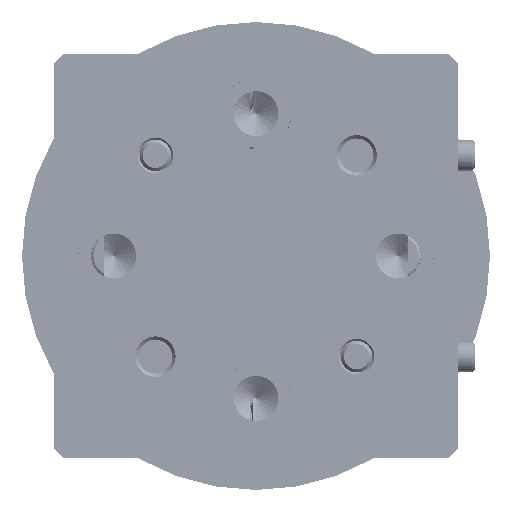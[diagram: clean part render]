
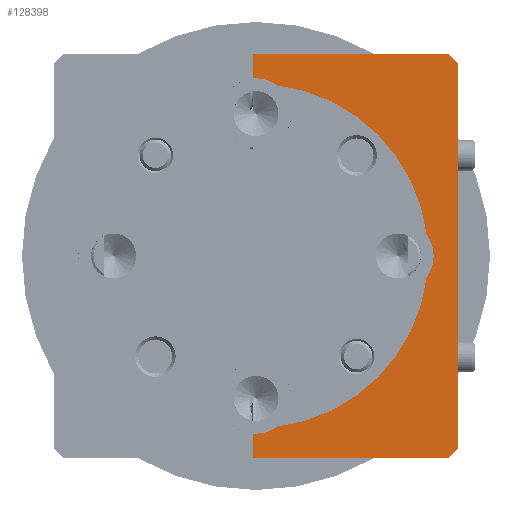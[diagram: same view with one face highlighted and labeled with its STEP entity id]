
A CAD part, left-side view. The second image highlights one B-rep face of the part: STEP entity #128398.
In plain terms, the highlighted planar face has unit normal (-1, 0, 0).
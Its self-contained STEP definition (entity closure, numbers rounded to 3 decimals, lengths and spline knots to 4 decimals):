
#24 = FACE_OUTER_BOUND ( 'NONE', #59957, .T. ) ;
#1752 = EDGE_CURVE ( 'NONE', #175920, #169917, #160929, .T. ) ;
#5824 = ORIENTED_EDGE ( 'NONE', *, *, #19328, .T. ) ;
#14172 = CARTESIAN_POINT ( 'NONE',  ( -1.3, -0.394, 0.8 ) ) ;
#14307 = DIRECTION ( 'NONE',  ( -1., 0., 0. ) ) ;
#15817 = CARTESIAN_POINT ( 'NONE',  ( -1.3, -0.8, 0.78 ) ) ;
#18554 = EDGE_CURVE ( 'NONE', #81342, #60192, #67978, .T. ) ;
#19328 = EDGE_CURVE ( 'NONE', #47360, #85047, #57041, .T. ) ;
#19452 = DIRECTION ( 'NONE',  ( -1., 0., 0. ) ) ;
#23745 = DIRECTION ( 'NONE',  ( -1., 0., 0. ) ) ;
#24401 = AXIS2_PLACEMENT_3D ( 'NONE', #103754, #171729, #114491 ) ;
#25165 = CIRCLE ( 'NONE', #82160, 0.07 ) ;
#25855 = LINE ( 'NONE', #107090, #172092 ) ;
#28038 = DIRECTION ( 'NONE',  ( 0., 0., 1. ) ) ;
#31837 = EDGE_CURVE ( 'NONE', #47360, #83042, #124017, .T. ) ;
#37102 = CARTESIAN_POINT ( 'NONE',  ( -1.3, -0.4418, 0.7374 ) ) ;
#38901 = EDGE_CURVE ( 'NONE', #91377, #175320, #162218, .T. ) ;
#39680 = VECTOR ( 'NONE', #149127, 39.3701 ) ;
#40436 = VECTOR ( 'NONE', #152571, 39.3701 ) ;
#40474 = CARTESIAN_POINT ( 'NONE',  ( -1.3, -0.394, 0.049 ) ) ;
#42860 = CARTESIAN_POINT ( 'NONE',  ( -1.3, -0.7374, 0.4418 ) ) ;
#43089 = VERTEX_POINT ( 'NONE', #54653 ) ;
#44200 = CARTESIAN_POINT ( 'NONE',  ( -1.3, -0.7374, 0.3582 ) ) ;
#46549 = ORIENTED_EDGE ( 'NONE', *, *, #1752, .T. ) ;
#47360 = VERTEX_POINT ( 'NONE', #161528 ) ;
#54653 = CARTESIAN_POINT ( 'NONE',  ( -1.3, -0.4418, 0.0626 ) ) ;
#55826 = AXIS2_PLACEMENT_3D ( 'NONE', #165645, #96858, #141385 ) ;
#56628 = CARTESIAN_POINT ( 'NONE',  ( -1.3, -0.394, 0. ) ) ;
#57041 = LINE ( 'NONE', #70448, #39680 ) ;
#57885 = ORIENTED_EDGE ( 'NONE', *, *, #157104, .T. ) ;
#59957 = EDGE_LOOP ( 'NONE', ( #85444, #146239, #116862, #97750, #162303, #5824, #57885, #100285, #46549, #81102, #99732, #170901, #144763, #151643 ) ) ;
#60192 = VERTEX_POINT ( 'NONE', #65616 ) ;
#60387 = DIRECTION ( 'NONE',  ( 0., 0., 1. ) ) ;
#63910 = CARTESIAN_POINT ( 'NONE',  ( -1.3, -0.6813, 0.4 ) ) ;
#65616 = CARTESIAN_POINT ( 'NONE',  ( -1.3, -0.4, 0.7512 ) ) ;
#67978 = CIRCLE ( 'NONE', #156468, 0.07 ) ;
#69064 = VECTOR ( 'NONE', #166892, 39.3701 ) ;
#69579 = EDGE_CURVE ( 'NONE', #98417, #169917, #110142, .T. ) ;
#70448 = CARTESIAN_POINT ( 'NONE',  ( -1.3, -0.79, 0.01 ) ) ;
#71117 = CARTESIAN_POINT ( 'NONE',  ( -1.3, -0.394, 0.751 ) ) ;
#71423 = CARTESIAN_POINT ( 'NONE',  ( -1.3, -0.8, 0. ) ) ;
#81102 = ORIENTED_EDGE ( 'NONE', *, *, #69579, .F. ) ;
#81342 = VERTEX_POINT ( 'NONE', #37102 ) ;
#82160 = AXIS2_PLACEMENT_3D ( 'NONE', #104900, #19452, #120075 ) ;
#83042 = VERTEX_POINT ( 'NONE', #56628 ) ;
#83160 = LINE ( 'NONE', #126839, #125329 ) ;
#85047 = VERTEX_POINT ( 'NONE', #148992 ) ;
#85444 = ORIENTED_EDGE ( 'NONE', *, *, #141631, .F. ) ;
#89019 = DIRECTION ( 'NONE',  ( -1., 0., 0. ) ) ;
#89454 = CARTESIAN_POINT ( 'NONE',  ( -1.3, -0.8, 0.8 ) ) ;
#91377 = VERTEX_POINT ( 'NONE', #44200 ) ;
#91619 = CARTESIAN_POINT ( 'NONE',  ( -1.3, -0.4, 0.4 ) ) ;
#92569 = AXIS2_PLACEMENT_3D ( 'NONE', #129226, #89019, #156982 ) ;
#96601 = EDGE_CURVE ( 'NONE', #83042, #124083, #25855, .T. ) ;
#96858 = DIRECTION ( 'NONE',  ( -1., 0., 0. ) ) ;
#97257 = CARTESIAN_POINT ( 'NONE',  ( -1.3, -0.8, 0. ) ) ;
#97750 = ORIENTED_EDGE ( 'NONE', *, *, #96601, .F. ) ;
#98417 = VERTEX_POINT ( 'NONE', #71117 ) ;
#99732 = ORIENTED_EDGE ( 'NONE', *, *, #129819, .F. ) ;
#100285 = ORIENTED_EDGE ( 'NONE', *, *, #120615, .T. ) ;
#101378 = CIRCLE ( 'NONE', #24401, 0.34 ) ;
#103754 = CARTESIAN_POINT ( 'NONE',  ( -1.3, -0.4, 0.4 ) ) ;
#104900 = CARTESIAN_POINT ( 'NONE',  ( -1.3, -0.4, 0.1187 ) ) ;
#107090 = CARTESIAN_POINT ( 'NONE',  ( -1.3, -0.394, 0. ) ) ;
#108996 = EDGE_CURVE ( 'NONE', #175320, #81342, #101378, .T. ) ;
#110142 = LINE ( 'NONE', #147751, #117673 ) ;
#111914 = DIRECTION ( 'NONE',  ( -1., 0., 0. ) ) ;
#112632 = EDGE_CURVE ( 'NONE', #152762, #43089, #25165, .T. ) ;
#113156 = LINE ( 'NONE', #137411, #40436 ) ;
#114491 = DIRECTION ( 'NONE',  ( 0., 0., 1. ) ) ;
#114589 = VECTOR ( 'NONE', #144841, 39.3701 ) ;
#115708 = DIRECTION ( 'NONE',  ( 0., 0., 1. ) ) ;
#116605 = DIRECTION ( 'NONE',  ( -1., 0., 0. ) ) ;
#116862 = ORIENTED_EDGE ( 'NONE', *, *, #131507, .F. ) ;
#117673 = VECTOR ( 'NONE', #28038, 39.3701 ) ;
#120075 = DIRECTION ( 'NONE',  ( 0., 0., 1. ) ) ;
#120615 = EDGE_CURVE ( 'NONE', #174494, #175920, #113156, .T. ) ;
#124017 = LINE ( 'NONE', #97257, #69064 ) ;
#124083 = VERTEX_POINT ( 'NONE', #40474 ) ;
#124131 = PLANE ( 'NONE',  #163792 ) ;
#125329 = VECTOR ( 'NONE', #167094, 39.3701 ) ;
#126839 = CARTESIAN_POINT ( 'NONE',  ( -1.3, -0.8, 0. ) ) ;
#128398 = ADVANCED_FACE ( 'NONE', ( #24 ), #124131, .T. ) ;
#129226 = CARTESIAN_POINT ( 'NONE',  ( -1.3, -0.4, 0.6812 ) ) ;
#129819 = EDGE_CURVE ( 'NONE', #60192, #98417, #146900, .T. ) ;
#131507 = EDGE_CURVE ( 'NONE', #124083, #152762, #164278, .T. ) ;
#137411 = CARTESIAN_POINT ( 'NONE',  ( -1.3, -1.19, 0.39 ) ) ;
#139635 = CARTESIAN_POINT ( 'NONE',  ( -1.3, -0.4, 0.6812 ) ) ;
#141385 = DIRECTION ( 'NONE',  ( 0., 0., 1. ) ) ;
#141631 = EDGE_CURVE ( 'NONE', #43089, #91377, #165719, .T. ) ;
#144763 = ORIENTED_EDGE ( 'NONE', *, *, #108996, .F. ) ;
#144841 = DIRECTION ( 'NONE',  ( 0., 1., 0. ) ) ;
#146239 = ORIENTED_EDGE ( 'NONE', *, *, #112632, .F. ) ;
#146900 = CIRCLE ( 'NONE', #92569, 0.07 ) ;
#147751 = CARTESIAN_POINT ( 'NONE',  ( -1.3, -0.394, 0. ) ) ;
#148992 = CARTESIAN_POINT ( 'NONE',  ( -1.3, -0.8, 0.02 ) ) ;
#149127 = DIRECTION ( 'NONE',  ( 0., -0.707, 0.707 ) ) ;
#149208 = DIRECTION ( 'NONE',  ( 0., 0., 1. ) ) ;
#150471 = CARTESIAN_POINT ( 'NONE',  ( -1.3, -0.78, 0.8 ) ) ;
#151643 = ORIENTED_EDGE ( 'NONE', *, *, #38901, .F. ) ;
#152181 = DIRECTION ( 'NONE',  ( 0., 0., 1. ) ) ;
#152571 = DIRECTION ( 'NONE',  ( 0., 0.707, 0.707 ) ) ;
#152762 = VERTEX_POINT ( 'NONE', #168431 ) ;
#153632 = AXIS2_PLACEMENT_3D ( 'NONE', #63910, #116605, #115708 ) ;
#156468 = AXIS2_PLACEMENT_3D ( 'NONE', #139635, #111914, #152181 ) ;
#156982 = DIRECTION ( 'NONE',  ( 0., 0., 1. ) ) ;
#157104 = EDGE_CURVE ( 'NONE', #85047, #174494, #83160, .T. ) ;
#159961 = AXIS2_PLACEMENT_3D ( 'NONE', #91619, #23745, #60387 ) ;
#160929 = LINE ( 'NONE', #89454, #114589 ) ;
#161528 = CARTESIAN_POINT ( 'NONE',  ( -1.3, -0.78, 0. ) ) ;
#162218 = CIRCLE ( 'NONE', #153632, 0.07 ) ;
#162303 = ORIENTED_EDGE ( 'NONE', *, *, #31837, .F. ) ;
#163792 = AXIS2_PLACEMENT_3D ( 'NONE', #71423, #14307, #149208 ) ;
#164278 = CIRCLE ( 'NONE', #55826, 0.07 ) ;
#165645 = CARTESIAN_POINT ( 'NONE',  ( -1.3, -0.4, 0.1187 ) ) ;
#165719 = CIRCLE ( 'NONE', #159961, 0.34 ) ;
#166892 = DIRECTION ( 'NONE',  ( 0., 1., 0. ) ) ;
#167094 = DIRECTION ( 'NONE',  ( 0., 0., 1. ) ) ;
#168431 = CARTESIAN_POINT ( 'NONE',  ( -1.3, -0.4, 0.0487 ) ) ;
#169917 = VERTEX_POINT ( 'NONE', #14172 ) ;
#170901 = ORIENTED_EDGE ( 'NONE', *, *, #18554, .F. ) ;
#171729 = DIRECTION ( 'NONE',  ( -1., 0., 0. ) ) ;
#172092 = VECTOR ( 'NONE', #176873, 39.3701 ) ;
#174494 = VERTEX_POINT ( 'NONE', #15817 ) ;
#175320 = VERTEX_POINT ( 'NONE', #42860 ) ;
#175920 = VERTEX_POINT ( 'NONE', #150471 ) ;
#176873 = DIRECTION ( 'NONE',  ( 0., 0., 1. ) ) ;
